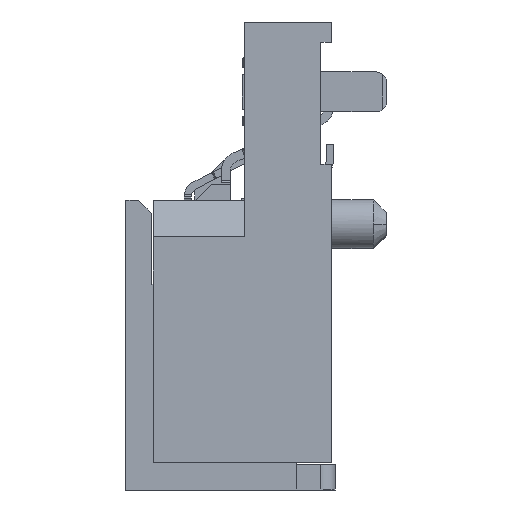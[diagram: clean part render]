
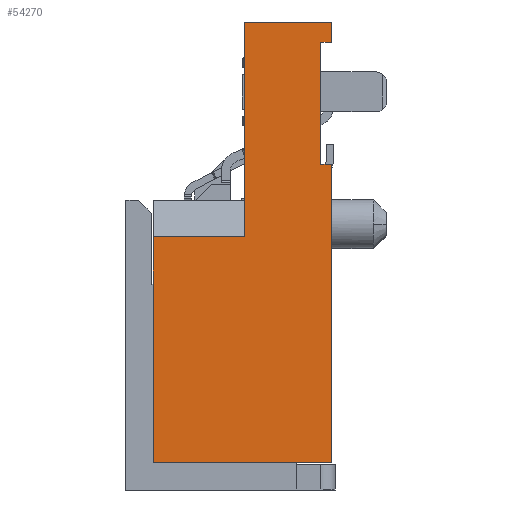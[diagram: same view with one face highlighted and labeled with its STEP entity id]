
A CAD part, left-side view. The second image highlights one B-rep face of the part: STEP entity #54270.
In plain terms, the highlighted planar face has unit normal (-1, 0, 0).
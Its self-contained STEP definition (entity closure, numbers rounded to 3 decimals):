
#3422 = LINE ( 'NONE', #46285, #181829 ) ;
#7151 = DIRECTION ( 'NONE',  ( 0., 0., 1. ) ) ;
#11905 = LINE ( 'NONE', #29517, #21006 ) ;
#12792 = VERTEX_POINT ( 'NONE', #169355 ) ;
#14889 = EDGE_CURVE ( 'NONE', #150816, #180738, #72370, .T. ) ;
#19874 = EDGE_CURVE ( 'NONE', #50011, #12792, #167648, .T. ) ;
#21006 = VECTOR ( 'NONE', #111974, 1000. ) ;
#26355 = ORIENTED_EDGE ( 'NONE', *, *, #154395, .F. ) ;
#29364 = VERTEX_POINT ( 'NONE', #125793 ) ;
#29517 = CARTESIAN_POINT ( 'NONE',  ( -21.365, 2.45, 7.2 ) ) ;
#33886 = VECTOR ( 'NONE', #61066, 1000. ) ;
#36230 = LINE ( 'NONE', #147729, #167116 ) ;
#38625 = EDGE_CURVE ( 'NONE', #29364, #181513, #102816, .T. ) ;
#38870 = ORIENTED_EDGE ( 'NONE', *, *, #155695, .T. ) ;
#40275 = CARTESIAN_POINT ( 'NONE',  ( -21.365, 2.45, 6.65 ) ) ;
#44459 = FACE_OUTER_BOUND ( 'NONE', #156476, .T. ) ;
#45645 = VERTEX_POINT ( 'NONE', #103578 ) ;
#46285 = CARTESIAN_POINT ( 'NONE',  ( -21.365, 0.15, 3.3 ) ) ;
#47436 = EDGE_CURVE ( 'NONE', #169035, #50011, #111865, .T. ) ;
#49093 = CARTESIAN_POINT ( 'NONE',  ( -21.365, 4.998, -5.142 ) ) ;
#50011 = VERTEX_POINT ( 'NONE', #118185 ) ;
#50984 = CARTESIAN_POINT ( 'NONE',  ( -21.365, 4.9, -1.3 ) ) ;
#51523 = ORIENTED_EDGE ( 'NONE', *, *, #14889, .T. ) ;
#53013 = CARTESIAN_POINT ( 'NONE',  ( -21.365, 0., 7.2 ) ) ;
#54270 = ADVANCED_FACE ( 'NONE', ( #44459 ), #133455, .F. ) ;
#54802 = ORIENTED_EDGE ( 'NONE', *, *, #114004, .T. ) ;
#55939 = CARTESIAN_POINT ( 'NONE',  ( -21.365, 0.3, 3.3 ) ) ;
#57468 = DIRECTION ( 'NONE',  ( 0., 0., -1. ) ) ;
#61066 = DIRECTION ( 'NONE',  ( 0., 1., 0. ) ) ;
#62174 = DIRECTION ( 'NONE',  ( 0., 1., 0. ) ) ;
#63751 = LINE ( 'NONE', #90968, #82461 ) ;
#70640 = VECTOR ( 'NONE', #127324, 1000. ) ;
#72370 = LINE ( 'NONE', #129591, #33886 ) ;
#82403 = DIRECTION ( 'NONE',  ( 0., 1., 0. ) ) ;
#82461 = VECTOR ( 'NONE', #106836, 1000. ) ;
#83136 = VECTOR ( 'NONE', #57468, 1000. ) ;
#84215 = CARTESIAN_POINT ( 'NONE',  ( -21.365, 2.4, 4.25 ) ) ;
#86947 = CARTESIAN_POINT ( 'NONE',  ( -21.365, 0., 1.15 ) ) ;
#89471 = VERTEX_POINT ( 'NONE', #55939 ) ;
#89859 = EDGE_CURVE ( 'NONE', #121344, #169035, #11905, .T. ) ;
#90968 = CARTESIAN_POINT ( 'NONE',  ( -21.365, 2.45, -4.9 ) ) ;
#92466 = DIRECTION ( 'NONE',  ( 0., 0., -1. ) ) ;
#100918 = VECTOR ( 'NONE', #108135, 1000. ) ;
#102816 = LINE ( 'NONE', #86947, #70640 ) ;
#103123 = AXIS2_PLACEMENT_3D ( 'NONE', #49093, #149370, #7151 ) ;
#103578 = CARTESIAN_POINT ( 'NONE',  ( -21.365, 4.9, -4.9 ) ) ;
#106836 = DIRECTION ( 'NONE',  ( 0., -1., 0. ) ) ;
#108135 = DIRECTION ( 'NONE',  ( 0., 0., -1. ) ) ;
#111865 = LINE ( 'NONE', #142772, #83136 ) ;
#111974 = DIRECTION ( 'NONE',  ( 0., -1., 0. ) ) ;
#114004 = EDGE_CURVE ( 'NONE', #121344, #150816, #155406, .T. ) ;
#118185 = CARTESIAN_POINT ( 'NONE',  ( -21.365, 0., 6.65 ) ) ;
#121344 = VERTEX_POINT ( 'NONE', #162421 ) ;
#123186 = LINE ( 'NONE', #50984, #100918 ) ;
#124493 = VECTOR ( 'NONE', #82403, 1000. ) ;
#125793 = CARTESIAN_POINT ( 'NONE',  ( -21.365, 0., 3.3 ) ) ;
#127324 = DIRECTION ( 'NONE',  ( 0., 0., -1. ) ) ;
#127445 = ORIENTED_EDGE ( 'NONE', *, *, #19874, .F. ) ;
#129591 = CARTESIAN_POINT ( 'NONE',  ( -21.365, 3.65, 1.3 ) ) ;
#130757 = EDGE_CURVE ( 'NONE', #45645, #181513, #63751, .T. ) ;
#132478 = CARTESIAN_POINT ( 'NONE',  ( -21.365, 0., -4.9 ) ) ;
#133455 = PLANE ( 'NONE',  #103123 ) ;
#134240 = ORIENTED_EDGE ( 'NONE', *, *, #47436, .F. ) ;
#142362 = ORIENTED_EDGE ( 'NONE', *, *, #130757, .T. ) ;
#142772 = CARTESIAN_POINT ( 'NONE',  ( -21.365, 0., 1.15 ) ) ;
#147729 = CARTESIAN_POINT ( 'NONE',  ( -21.365, 0.3, 1.15 ) ) ;
#149370 = DIRECTION ( 'NONE',  ( 1., 0., 0. ) ) ;
#150816 = VERTEX_POINT ( 'NONE', #169892 ) ;
#152366 = ORIENTED_EDGE ( 'NONE', *, *, #169317, .T. ) ;
#154395 = EDGE_CURVE ( 'NONE', #12792, #89471, #36230, .T. ) ;
#155406 = LINE ( 'NONE', #84215, #176930 ) ;
#155695 = EDGE_CURVE ( 'NONE', #180738, #45645, #123186, .T. ) ;
#156476 = EDGE_LOOP ( 'NONE', ( #134240, #160188, #54802, #51523, #38870, #142362, #185225, #152366, #26355, #127445 ) ) ;
#157227 = DIRECTION ( 'NONE',  ( 0., 0., -1. ) ) ;
#160188 = ORIENTED_EDGE ( 'NONE', *, *, #89859, .F. ) ;
#162421 = CARTESIAN_POINT ( 'NONE',  ( -21.365, 2.4, 7.2 ) ) ;
#167116 = VECTOR ( 'NONE', #92466, 1000. ) ;
#167648 = LINE ( 'NONE', #40275, #124493 ) ;
#168525 = CARTESIAN_POINT ( 'NONE',  ( -21.365, 4.9, 1.3 ) ) ;
#169035 = VERTEX_POINT ( 'NONE', #53013 ) ;
#169317 = EDGE_CURVE ( 'NONE', #29364, #89471, #3422, .T. ) ;
#169355 = CARTESIAN_POINT ( 'NONE',  ( -21.365, 0.3, 6.65 ) ) ;
#169892 = CARTESIAN_POINT ( 'NONE',  ( -21.365, 2.4, 1.3 ) ) ;
#176930 = VECTOR ( 'NONE', #157227, 1000. ) ;
#180738 = VERTEX_POINT ( 'NONE', #168525 ) ;
#181513 = VERTEX_POINT ( 'NONE', #132478 ) ;
#181829 = VECTOR ( 'NONE', #62174, 1000. ) ;
#185225 = ORIENTED_EDGE ( 'NONE', *, *, #38625, .F. ) ;
